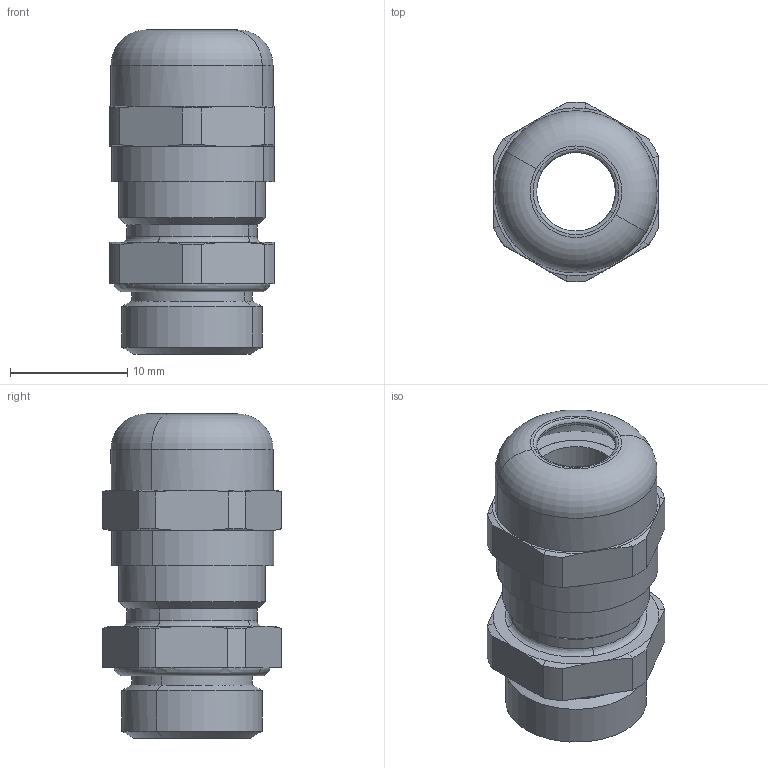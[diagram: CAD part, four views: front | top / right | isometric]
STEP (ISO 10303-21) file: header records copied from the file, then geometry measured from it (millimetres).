
FILE_DESCRIPTION(('CATIA V5R24 STEP','CAx-IF Rec.Pracs.--- Model Styling and Organization---1.2---2011-12-15'),'2;1');
FILE_NAME ('D1458920_0_1909490000_1909490000.stp','2018-03-29T11:34:45+00:00',('none'),('Weidmueller'),'CATIA Version 5-6 Release 2014 SP4 HF52','CATIA V5 STEP AP214','none');
FILE_SCHEMA(('AUTOMOTIVE_DESIGN { 1 0 10303 214 1 1 1 1 }'));
Length unit declared in the file: millimetre
Products named in the file (1): VG_M12_MS
Bounding box: 14 x 15.29 x 27.59 mm (x, y, z)
Volume: 2268.1 mm3; surface area: 3922 mm2
Topology: 4 solids, 4 shells, 143 faces, 330 edges, 202 vertices
Faces by surface type: cone 52, cylinder 46, plane 27, torus 14, bspline 4
Entity records: 4461 total; most frequent: CARTESIAN_POINT 1409, ORIENTED_EDGE 660, DIRECTION 514, EDGE_CURVE 330, AXIS2_PLACEMENT_3D 261, VERTEX_POINT 202, EDGE_LOOP 158, ADVANCED_FACE 143
